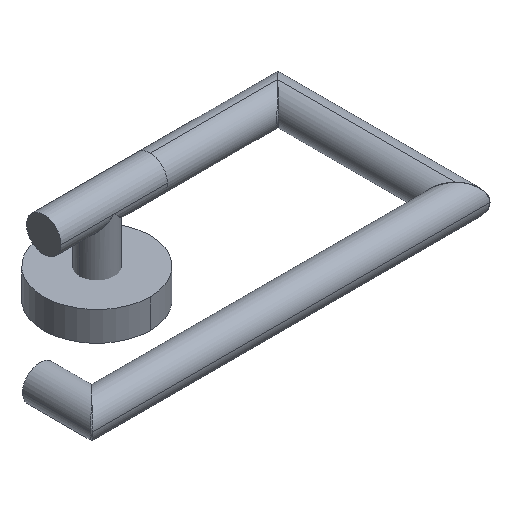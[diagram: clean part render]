
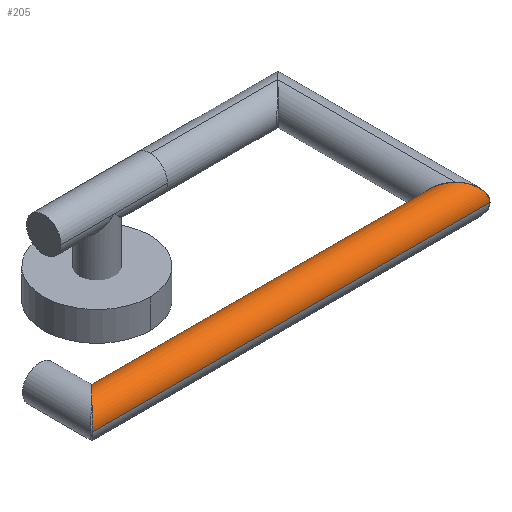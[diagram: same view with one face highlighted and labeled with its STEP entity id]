
A CAD part, isometric view. The second image highlights one B-rep face of the part: STEP entity #205.
In plain terms, the highlighted cylindrical face has radius 6.5 mm (diameter 13 mm), a partial arc.
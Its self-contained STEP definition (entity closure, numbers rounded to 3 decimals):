
#7 = CARTESIAN_POINT ( 'NONE',  ( -95.2, -73.5, 0. ) ) ;
#19 = CARTESIAN_POINT ( 'NONE',  ( -95.2, -73.5, 3.808 ) ) ;
#33 = ORIENTED_EDGE ( 'NONE', *, *, #71, .T. ) ;
#48 = CYLINDRICAL_SURFACE ( 'NONE', #491, 6.5 ) ;
#65 = CARTESIAN_POINT ( 'NONE',  ( -89., -67., 6.5 ) ) ;
#71 = EDGE_CURVE ( 'NONE', #528, #1391, #1034, .T. ) ;
#84 = CARTESIAN_POINT ( 'NONE',  ( 41.2, -60.5, 0. ) ) ;
#94 = CARTESIAN_POINT ( 'NONE',  ( -92.632, -70.808, 6.5 ) ) ;
#205 = ADVANCED_FACE ( 'NONE', ( #206 ), #48, .T. ) ;
#206 = FACE_OUTER_BOUND ( 'NONE', #1145, .T. ) ;
#226 = CARTESIAN_POINT ( 'NONE',  ( -95.2, -73.5, 0. ) ) ;
#248 = EDGE_CURVE ( 'NONE', #1391, #1197, #1529, .T. ) ;
#256 = CARTESIAN_POINT ( 'NONE',  ( -89., -67., 6.5 ) ) ;
#258 = EDGE_CURVE ( 'NONE', #552, #794, #1566, .T. ) ;
#262 = ORIENTED_EDGE ( 'NONE', *, *, #258, .F. ) ;
#266 = CARTESIAN_POINT ( 'NONE',  ( -82.2, -60.5, 0. ) ) ;
#272 = CARTESIAN_POINT ( 'NONE',  ( -85.017, -63.192, 6.5 ) ) ;
#275 = EDGE_CURVE ( 'NONE', #1197, #790, #527, .T. ) ;
#281 = CARTESIAN_POINT ( 'NONE',  ( -82.2, -60.5, 3.808 ) ) ;
#287 = DIRECTION ( 'NONE',  ( -1., 0., 0. ) ) ;
#314 = EDGE_CURVE ( 'NONE', #790, #794, #1546, .T. ) ;
#334 = DIRECTION ( 'NONE',  ( -1., 0., 0. ) ) ;
#360 = CARTESIAN_POINT ( 'NONE',  ( 48., -73.5, 0. ) ) ;
#363 = CARTESIAN_POINT ( 'NONE',  ( 48., -60.5, 0. ) ) ;
#370 = CARTESIAN_POINT ( 'NONE',  ( -82.2, -60.5, 0. ) ) ;
#386 = CARTESIAN_POINT ( 'NONE',  ( 48., -67., 6.5 ) ) ;
#394 = CARTESIAN_POINT ( 'NONE',  ( 51.632, -70.808, 6.5 ) ) ;
#409 = CARTESIAN_POINT ( 'NONE',  ( -89., -67., 6.5 ) ) ;
#446 = ORIENTED_EDGE ( 'NONE', *, *, #275, .T. ) ;
#447 = CARTESIAN_POINT ( 'NONE',  ( 54.2, -73.5, 0. ) ) ;
#450 = DIRECTION ( 'NONE',  ( -1., 0., 0. ) ) ;
#452 = CARTESIAN_POINT ( 'NONE',  ( 54.2, -73.5, 0. ) ) ;
#461 = CARTESIAN_POINT ( 'NONE',  ( 54.2, -73.5, 3.808 ) ) ;
#479 = CARTESIAN_POINT ( 'NONE',  ( 48., -67., 0. ) ) ;
#489 = DIRECTION ( 'NONE',  ( 0., -1., 0. ) ) ;
#491 = AXIS2_PLACEMENT_3D ( 'NONE', #479, #450, #489 ) ;
#513 = ORIENTED_EDGE ( 'NONE', *, *, #314, .T. ) ;
#517 = CARTESIAN_POINT ( 'NONE',  ( 48., -67., 6.5 ) ) ;
#527 =( BOUNDED_CURVE ( )  B_SPLINE_CURVE ( 3, ( #266, #281, #272, #256 ),
 .UNSPECIFIED., .F., .F. ) 
 B_SPLINE_CURVE_WITH_KNOTS ( ( 4, 4 ),
 ( 0., 1.571 ),
 .UNSPECIFIED. ) 
 CURVE ( )  GEOMETRIC_REPRESENTATION_ITEM ( )  RATIONAL_B_SPLINE_CURVE ( ( 1., 0.805, 0.805, 1. ) ) 
 REPRESENTATION_ITEM ( '' )  );
#528 = VERTEX_POINT ( 'NONE', #517 ) ;
#552 = VERTEX_POINT ( 'NONE', #452 ) ;
#553 = EDGE_CURVE ( 'NONE', #552, #528, #585, .T. ) ;
#585 =( BOUNDED_CURVE ( )  B_SPLINE_CURVE ( 3, ( #447, #461, #394, #386 ),
 .UNSPECIFIED., .F., .F. ) 
 B_SPLINE_CURVE_WITH_KNOTS ( ( 4, 4 ),
 ( 0., 1.571 ),
 .UNSPECIFIED. ) 
 CURVE ( )  GEOMETRIC_REPRESENTATION_ITEM ( )  RATIONAL_B_SPLINE_CURVE ( ( 1., 0.805, 0.805, 1. ) ) 
 REPRESENTATION_ITEM ( '' )  );
#790 = VERTEX_POINT ( 'NONE', #409 ) ;
#794 = VERTEX_POINT ( 'NONE', #226 ) ;
#828 = CARTESIAN_POINT ( 'NONE',  ( 41.2, -60.5, 0. ) ) ;
#951 = ORIENTED_EDGE ( 'NONE', *, *, #248, .T. ) ;
#1034 =( BOUNDED_CURVE ( )  B_SPLINE_CURVE ( 3, ( #1424, #1540, #1454, #84 ),
 .UNSPECIFIED., .F., .F. ) 
 B_SPLINE_CURVE_WITH_KNOTS ( ( 4, 4 ),
 ( 1.571, 3.142 ),
 .UNSPECIFIED. ) 
 CURVE ( )  GEOMETRIC_REPRESENTATION_ITEM ( )  RATIONAL_B_SPLINE_CURVE ( ( 1., 0.805, 0.805, 1. ) ) 
 REPRESENTATION_ITEM ( '' )  );
#1145 = EDGE_LOOP ( 'NONE', ( #33, #951, #446, #513, #262, #1468 ) ) ;
#1197 = VERTEX_POINT ( 'NONE', #370 ) ;
#1391 = VERTEX_POINT ( 'NONE', #828 ) ;
#1424 = CARTESIAN_POINT ( 'NONE',  ( 48., -67., 6.5 ) ) ;
#1454 = CARTESIAN_POINT ( 'NONE',  ( 41.2, -60.5, 3.808 ) ) ;
#1466 = VECTOR ( 'NONE', #287, 1000. ) ;
#1468 = ORIENTED_EDGE ( 'NONE', *, *, #553, .T. ) ;
#1510 = VECTOR ( 'NONE', #334, 1000. ) ;
#1529 = LINE ( 'NONE', #363, #1510 ) ;
#1540 = CARTESIAN_POINT ( 'NONE',  ( 44.017, -63.192, 6.5 ) ) ;
#1546 =( BOUNDED_CURVE ( )  B_SPLINE_CURVE ( 3, ( #65, #94, #19, #7 ),
 .UNSPECIFIED., .F., .F. ) 
 B_SPLINE_CURVE_WITH_KNOTS ( ( 4, 4 ),
 ( 1.571, 3.142 ),
 .UNSPECIFIED. ) 
 CURVE ( )  GEOMETRIC_REPRESENTATION_ITEM ( )  RATIONAL_B_SPLINE_CURVE ( ( 1., 0.805, 0.805, 1. ) ) 
 REPRESENTATION_ITEM ( '' )  );
#1566 = LINE ( 'NONE', #360, #1466 ) ;
